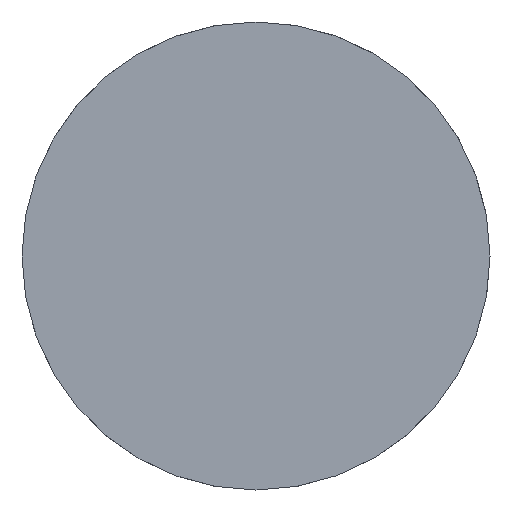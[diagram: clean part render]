
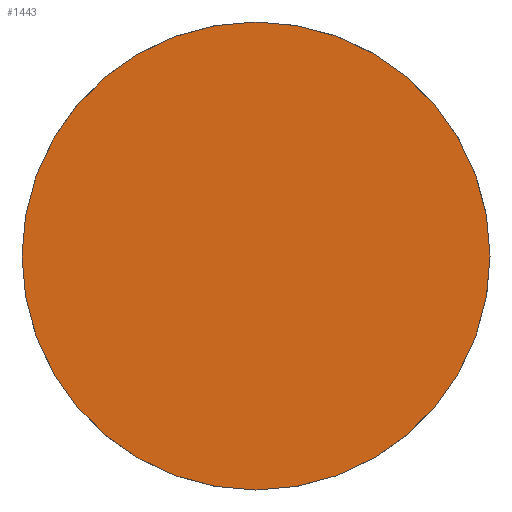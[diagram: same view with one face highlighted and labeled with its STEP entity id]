
A CAD part, left-side view. The second image highlights one B-rep face of the part: STEP entity #1443.
In plain terms, the highlighted face is planar.
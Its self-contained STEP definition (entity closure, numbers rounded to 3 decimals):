
#358=FACE_OUTER_BOUND('',#451,.T.);
#451=EDGE_LOOP('',(#999));
#556=CIRCLE('',#1676,25.);
#640=VERTEX_POINT('',#2230);
#774=EDGE_CURVE('',#640,#640,#556,.T.);
#999=ORIENTED_EDGE('',*,*,#774,.T.);
#1417=PLANE('',#1681);
#1443=ADVANCED_FACE('',(#358),#1417,.T.);
#1676=AXIS2_PLACEMENT_3D('',#2231,#1853,#1854);
#1681=AXIS2_PLACEMENT_3D('',#2239,#1864,#1865);
#1853=DIRECTION('center_axis',(0.,0.,1.));
#1854=DIRECTION('ref_axis',(1.,0.,0.));
#1864=DIRECTION('center_axis',(0.,0.,1.));
#1865=DIRECTION('ref_axis',(0.,1.,0.));
#2230=CARTESIAN_POINT('',(-25.,0.,10.));
#2231=CARTESIAN_POINT('Origin',(0.,0.,
10.));
#2239=CARTESIAN_POINT('Origin',(0.,0.,
10.));
